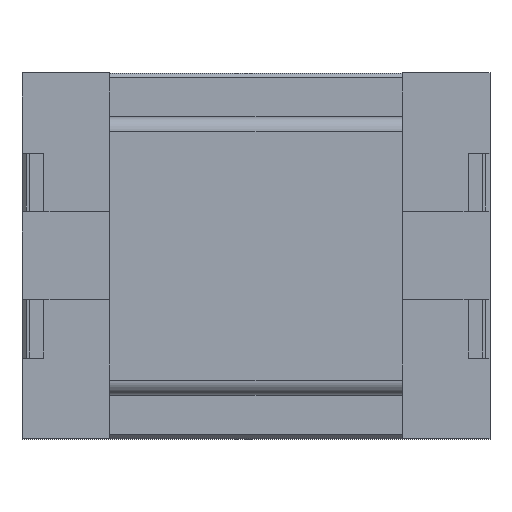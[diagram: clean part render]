
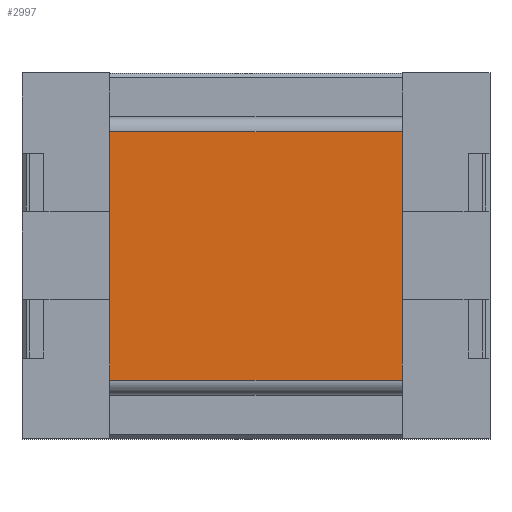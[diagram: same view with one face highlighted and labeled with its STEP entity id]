
A CAD part, top view. The second image highlights one B-rep face of the part: STEP entity #2997.
In plain terms, the highlighted planar face has unit normal (0, 0, 1).
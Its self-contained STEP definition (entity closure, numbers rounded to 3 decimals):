
#125 = AXIS2_PLACEMENT_3D ( 'NONE', #2055, #1840, #1579 ) ;
#211 = CARTESIAN_POINT ( 'NONE',  ( 1., -0.85, 2. ) ) ;
#229 = ORIENTED_EDGE ( 'NONE', *, *, #2643, .T. ) ;
#271 = DIRECTION ( 'NONE',  ( 0., 1., 0. ) ) ;
#292 = FACE_OUTER_BOUND ( 'NONE', #1901, .T. ) ;
#344 = DIRECTION ( 'NONE',  ( 0., -1., 0. ) ) ;
#350 = VERTEX_POINT ( 'NONE', #1370 ) ;
#397 = VERTEX_POINT ( 'NONE', #211 ) ;
#473 = CARTESIAN_POINT ( 'NONE',  ( 0., -0.85, 2. ) ) ;
#557 = LINE ( 'NONE', #1203, #584 ) ;
#584 = VECTOR ( 'NONE', #271, 1000. ) ;
#627 = ORIENTED_EDGE ( 'NONE', *, *, #2500, .T. ) ;
#648 = CARTESIAN_POINT ( 'NONE',  ( 0., 0.85, 2. ) ) ;
#703 = LINE ( 'NONE', #1960, #2803 ) ;
#832 = EDGE_CURVE ( 'NONE', #397, #350, #557, .T. ) ;
#840 = ORIENTED_EDGE ( 'NONE', *, *, #1011, .T. ) ;
#1011 = EDGE_CURVE ( 'NONE', #350, #2956, #2647, .T. ) ;
#1203 = CARTESIAN_POINT ( 'NONE',  ( 1., 0.95, 2. ) ) ;
#1257 = DIRECTION ( 'NONE',  ( 1., 0., 0. ) ) ;
#1273 = VERTEX_POINT ( 'NONE', #1903 ) ;
#1370 = CARTESIAN_POINT ( 'NONE',  ( 1., 0.85, 2. ) ) ;
#1551 = VECTOR ( 'NONE', #3002, 1000. ) ;
#1579 = DIRECTION ( 'NONE',  ( -1., 0., 0. ) ) ;
#1717 = LINE ( 'NONE', #473, #1760 ) ;
#1760 = VECTOR ( 'NONE', #1257, 1000. ) ;
#1840 = DIRECTION ( 'NONE',  ( 0., 0., -1. ) ) ;
#1864 = PLANE ( 'NONE',  #125 ) ;
#1901 = EDGE_LOOP ( 'NONE', ( #229, #627, #2941, #840 ) ) ;
#1903 = CARTESIAN_POINT ( 'NONE',  ( -1., -0.85, 2. ) ) ;
#1960 = CARTESIAN_POINT ( 'NONE',  ( -1., -0.95, 2. ) ) ;
#2055 = CARTESIAN_POINT ( 'NONE',  ( 0., 0., 2. ) ) ;
#2349 = CARTESIAN_POINT ( 'NONE',  ( -1., 0.85, 2. ) ) ;
#2500 = EDGE_CURVE ( 'NONE', #1273, #397, #1717, .T. ) ;
#2643 = EDGE_CURVE ( 'NONE', #2956, #1273, #703, .T. ) ;
#2647 = LINE ( 'NONE', #648, #1551 ) ;
#2803 = VECTOR ( 'NONE', #344, 1000. ) ;
#2941 = ORIENTED_EDGE ( 'NONE', *, *, #832, .T. ) ;
#2956 = VERTEX_POINT ( 'NONE', #2349 ) ;
#2997 = ADVANCED_FACE ( 'NONE', ( #292 ), #1864, .F. ) ;
#3002 = DIRECTION ( 'NONE',  ( -1., 0., 0. ) ) ;
